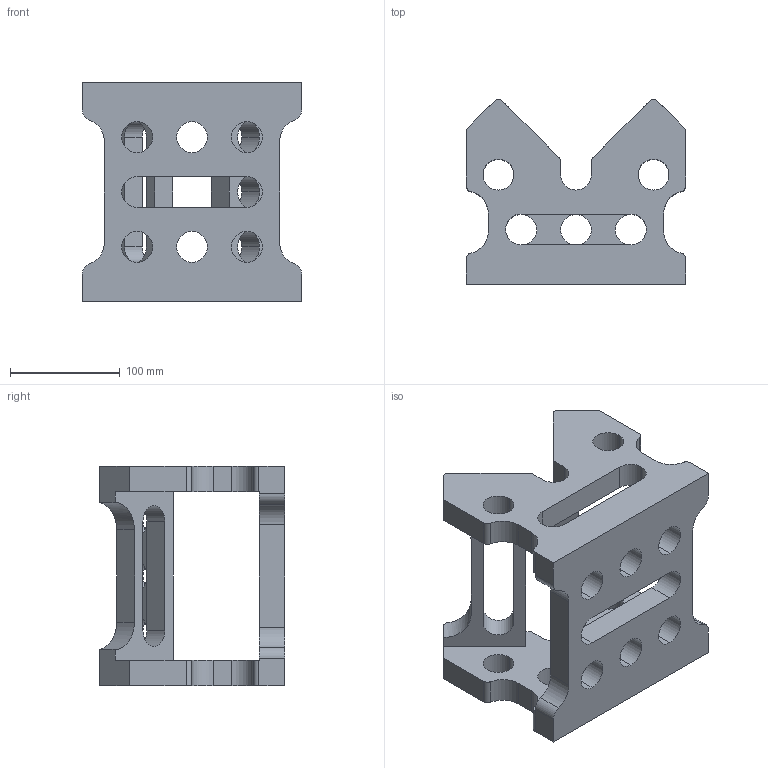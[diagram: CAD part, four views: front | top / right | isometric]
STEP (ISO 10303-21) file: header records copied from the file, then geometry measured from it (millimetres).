
FILE_DESCRIPTION (( 'STEP AP214' ), '1' );
FILE_NAME ('D28-04005-004.STEP', '2013-10-09T13:45:34', ( 'liepert' ), ( 'Hewlett-Packard Company' ), 'SwSTEP 2.0', 'SolidWorks 2011', '' );
FILE_SCHEMA (( 'AUTOMOTIVE_DESIGN' ));
Length unit declared in the file: millimetre
Products named in the file (1): D28-04005-004
Bounding box: 200 x 168.71 x 200 mm (x, y, z)
Volume: 1703330.4 mm3; surface area: 246129.5 mm2
Topology: 1 solids, 1 shells, 115 faces, 351 edges, 234 vertices
Faces by surface type: cylinder 69, plane 46
Entity records: 4574 total; most frequent: DIRECTION 717, CARTESIAN_POINT 713, ORIENTED_EDGE 702, EDGE_CURVE 351, AXIS2_PLACEMENT_3D 254, VERTEX_POINT 234, LINE 209, VECTOR 209
